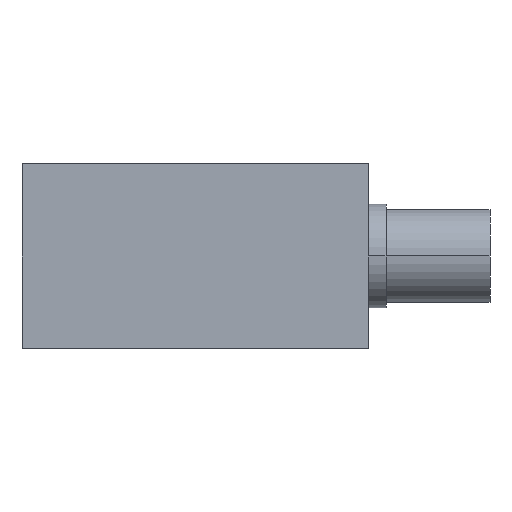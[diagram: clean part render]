
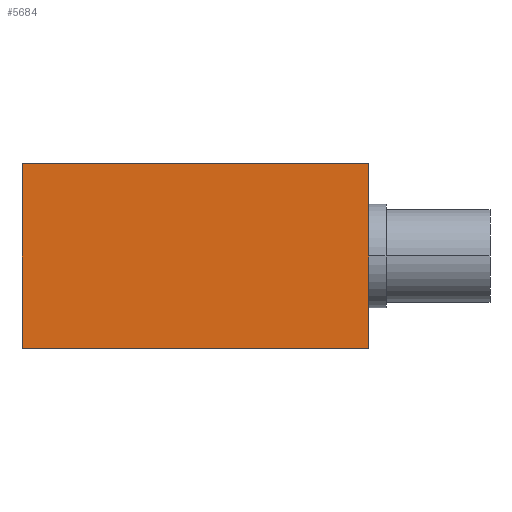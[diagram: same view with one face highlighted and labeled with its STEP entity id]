
A CAD part, front view. The second image highlights one B-rep face of the part: STEP entity #5684.
In plain terms, the highlighted planar face has unit normal (0, -1, 0).
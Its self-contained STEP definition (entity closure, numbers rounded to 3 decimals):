
#4669=CARTESIAN_POINT('',(0.0,0.,16.0));
#4670=VERTEX_POINT('',#4669);
#4679=CARTESIAN_POINT('',(30.001,0.,16.0));
#4680=VERTEX_POINT('',#4679);
#4681=CARTESIAN_POINT('',(30.001,0.,16.0));
#4682=DIRECTION('',(-1.0,0.0,0.0));
#4683=VECTOR('',#4682,30.001);
#4684=LINE('',#4681,#4683);
#4685=EDGE_CURVE('',#4680,#4670,#4684,.T.);
#5336=CARTESIAN_POINT('',(0.0,0.0,0.0));
#5337=VERTEX_POINT('',#5336);
#5344=CARTESIAN_POINT('',(0.0,0.0,0.0));
#5345=DIRECTION('',(0.0,0.0,1.0));
#5346=VECTOR('',#5345,16.0);
#5347=LINE('',#5344,#5346);
#5348=EDGE_CURVE('',#5337,#4670,#5347,.T.);
#5645=CARTESIAN_POINT('',(30.001,0.0,0.0));
#5646=VERTEX_POINT('',#5645);
#5647=CARTESIAN_POINT('',(30.001,0.0,0.0));
#5648=DIRECTION('',(0.0,0.0,1.0));
#5649=VECTOR('',#5648,16.0);
#5650=LINE('',#5647,#5649);
#5651=EDGE_CURVE('',#5646,#4680,#5650,.T.);
#5668=CARTESIAN_POINT('',(30.001,0.0,0.0));
#5669=DIRECTION('',(0.0,-1.0,0.0));
#5670=DIRECTION('',(0.0,0.0,-1.0));
#5671=AXIS2_PLACEMENT_3D('',#5668,#5669,#5670);
#5672=PLANE('',#5671);
#5673=ORIENTED_EDGE('',*,*,#5348,.F.);
#5674=CARTESIAN_POINT('',(0.0,0.0,0.0));
#5675=DIRECTION('',(1.0,0.0,0.0));
#5676=VECTOR('',#5675,30.001);
#5677=LINE('',#5674,#5676);
#5678=EDGE_CURVE('',#5337,#5646,#5677,.T.);
#5679=ORIENTED_EDGE('',*,*,#5678,.T.);
#5680=ORIENTED_EDGE('',*,*,#5651,.T.);
#5681=ORIENTED_EDGE('',*,*,#4685,.T.);
#5682=EDGE_LOOP('',(#5673,#5679,#5680,#5681));
#5683=FACE_OUTER_BOUND('',#5682,.T.);
#5684=ADVANCED_FACE('',(#5683),#5672,.T.);
